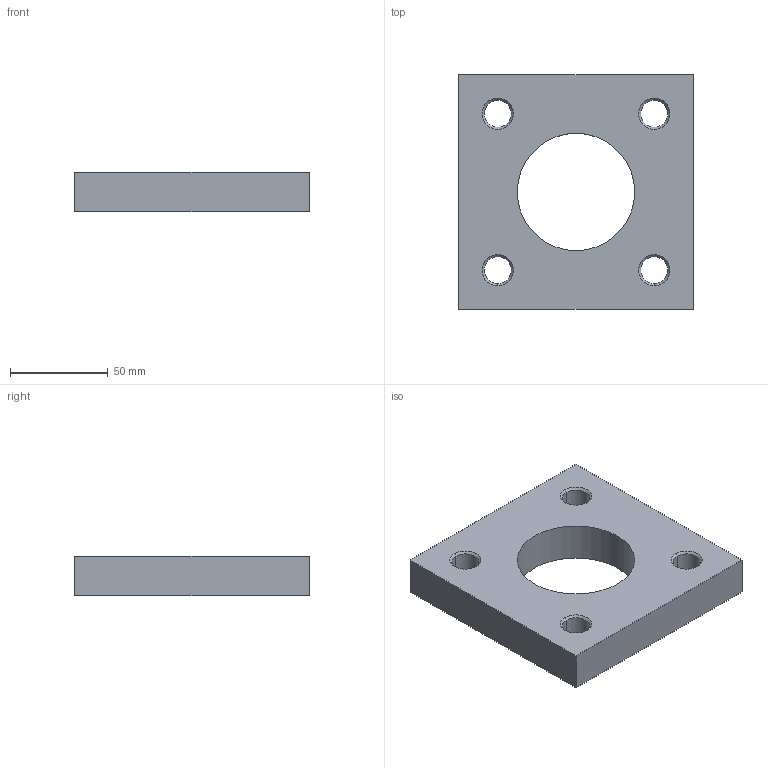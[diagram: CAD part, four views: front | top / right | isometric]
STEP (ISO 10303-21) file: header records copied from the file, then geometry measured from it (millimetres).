
FILE_DESCRIPTION(('STEP AP203'),'1');
FILE_NAME('ap_4-q.stp','2014-08-06T06:46:19',('TraceParts'),('TraceParts S.A.'),'XStep 1.0',' ',' ');
FILE_SCHEMA(('CONFIG_CONTROL_DESIGN'));
Length unit declared in the file: millimetre
Products named in the file (1): 1
Bounding box: 120 x 120 x 20 mm (x, y, z)
Volume: 219210.5 mm3; surface area: 38581.2 mm2
Topology: 1 solids, 1 shells, 32 faces, 74 edges, 44 vertices
Faces by surface type: cone 16, cylinder 10, plane 6
Entity records: 970 total; most frequent: DIRECTION 176, CARTESIAN_POINT 151, ORIENTED_EDGE 148, EDGE_CURVE 74, AXIS2_PLACEMENT_3D 69, VERTEX_POINT 44, EDGE_LOOP 42, LINE 38
